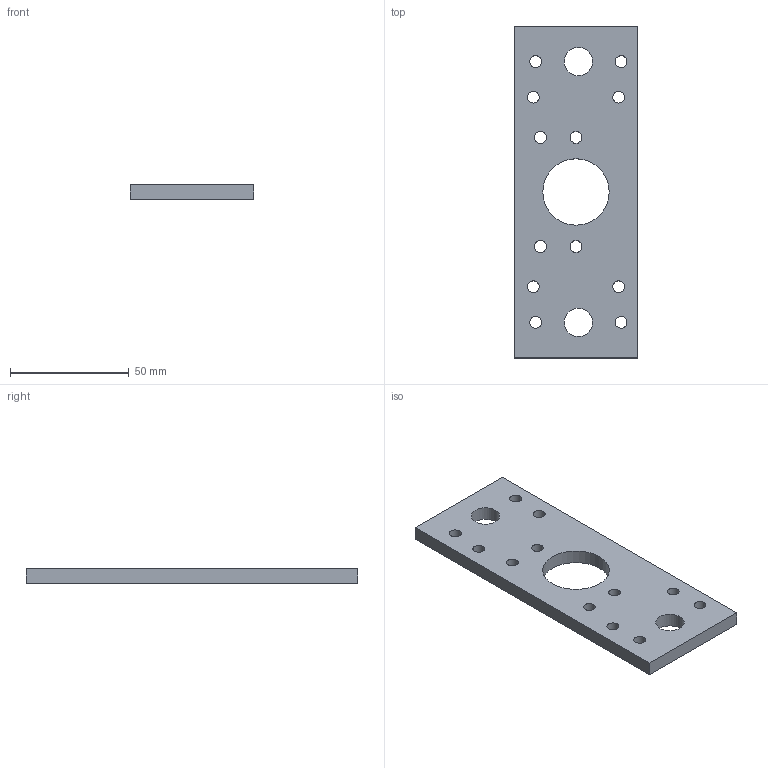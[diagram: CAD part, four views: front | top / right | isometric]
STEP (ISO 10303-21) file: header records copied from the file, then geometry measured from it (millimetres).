
FILE_DESCRIPTION(('FreeCAD Model'),'2;1');
FILE_NAME('top.step','2015-10-18T16:50:13',( 'Author'),(''),'Open CASCADE STEP processor 6.8','FreeCAD','Unknown' );
FILE_SCHEMA(('AUTOMOTIVE_DESIGN_CC2 { 1 2 10303 214 -1 1 5 4 }'));
Length unit declared in the file: millimetre
Products named in the file (1): top
Bounding box: 52 x 140 x 6 mm (x, y, z)
Volume: 37214.6 mm3; surface area: 16820 mm2
Topology: 1 solids, 1 shells, 21 faces, 57 edges, 38 vertices
Faces by surface type: cylinder 15, plane 6
Full cylindrical faces by diameter (mm): 5 x12, 12 x2, 28 x1
Entity records: 1503 total; most frequent: DIRECTION 245, CARTESIAN_POINT 231, ORIENTED_EDGE 114, PCURVE 114, DEFINITIONAL_REPRESENTATION 114, LINE 111, VECTOR 111, CIRCLE 60
